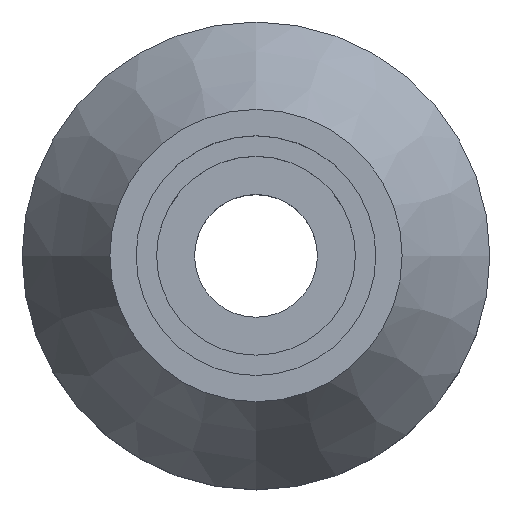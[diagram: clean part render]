
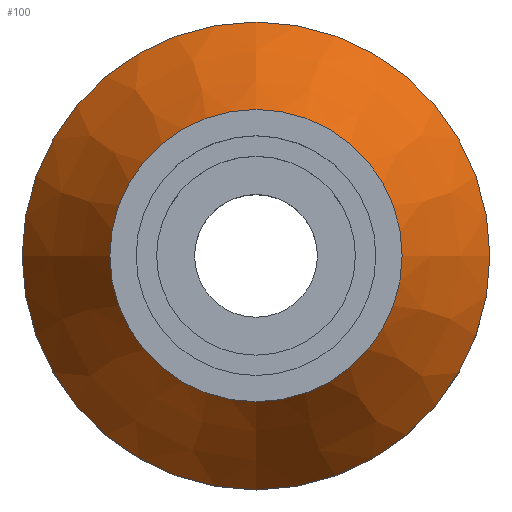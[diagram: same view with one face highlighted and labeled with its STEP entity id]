
A CAD part, top view. The second image highlights one B-rep face of the part: STEP entity #100.
In plain terms, the highlighted conical face has half-angle 30.964 degrees and reference radius 5 mm.
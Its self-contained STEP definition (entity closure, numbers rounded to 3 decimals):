
#32 = EDGE_CURVE('',#33,#33,#35,.T.);
#33 = VERTEX_POINT('',#34);
#34 = CARTESIAN_POINT('',(5.,0.,10.));
#35 = SURFACE_CURVE('',#36,(#41,#53),.PCURVE_S1.);
#36 = CIRCLE('',#37,5.);
#37 = AXIS2_PLACEMENT_3D('',#38,#39,#40);
#38 = CARTESIAN_POINT('',(0.,0.,10.));
#39 = DIRECTION('',(0.,0.,-1.));
#40 = DIRECTION('',(1.,0.,0.));
#41 = PCURVE('',#42,#47);
#42 = PLANE('',#43);
#43 = AXIS2_PLACEMENT_3D('',#44,#45,#46);
#44 = CARTESIAN_POINT('',(0.,0.,10.));
#45 = DIRECTION('',(0.,0.,-1.));
#46 = DIRECTION('',(1.,0.,0.));
#47 = DEFINITIONAL_REPRESENTATION('',(#48),#52);
#48 = CIRCLE('',#49,5.);
#49 = AXIS2_PLACEMENT_2D('',#50,#51);
#50 = CARTESIAN_POINT('',(0.,0.));
#51 = DIRECTION('',(1.,0.));
#52 = ( GEOMETRIC_REPRESENTATION_CONTEXT(2) 
PARAMETRIC_REPRESENTATION_CONTEXT() REPRESENTATION_CONTEXT('2D SPACE',''
  ) );
#53 = PCURVE('',#54,#59);
#54 = CONICAL_SURFACE('',#55,5.,0.54);
#55 = AXIS2_PLACEMENT_3D('',#56,#57,#58);
#56 = CARTESIAN_POINT('',(0.,0.,10.));
#57 = DIRECTION('',(0.,0.,-1.));
#58 = DIRECTION('',(1.,0.,0.));
#59 = DEFINITIONAL_REPRESENTATION('',(#60),#64);
#60 = LINE('',#61,#62);
#61 = CARTESIAN_POINT('',(0.,0.));
#62 = VECTOR('',#63,1.);
#63 = DIRECTION('',(1.,0.));
#64 = ( GEOMETRIC_REPRESENTATION_CONTEXT(2) 
PARAMETRIC_REPRESENTATION_CONTEXT() REPRESENTATION_CONTEXT('2D SPACE',''
  ) );
#100 = ADVANCED_FACE('',(#101),#54,.T.);
#101 = FACE_BOUND('',#102,.T.);
#102 = EDGE_LOOP('',(#103,#104,#127,#154));
#103 = ORIENTED_EDGE('',*,*,#32,.T.);
#104 = ORIENTED_EDGE('',*,*,#105,.T.);
#105 = EDGE_CURVE('',#33,#106,#108,.T.);
#106 = VERTEX_POINT('',#107);
#107 = CARTESIAN_POINT('',(8.,0.,5.));
#108 = SEAM_CURVE('',#109,(#113,#120),.PCURVE_S1.);
#109 = LINE('',#110,#111);
#110 = CARTESIAN_POINT('',(5.,0.,10.));
#111 = VECTOR('',#112,1.);
#112 = DIRECTION('',(0.514,0.,-0.857)
  );
#113 = PCURVE('',#54,#114);
#114 = DEFINITIONAL_REPRESENTATION('',(#115),#119);
#115 = LINE('',#116,#117);
#116 = CARTESIAN_POINT('',(0.,0.));
#117 = VECTOR('',#118,1.);
#118 = DIRECTION('',(0.,1.));
#119 = ( GEOMETRIC_REPRESENTATION_CONTEXT(2) 
PARAMETRIC_REPRESENTATION_CONTEXT() REPRESENTATION_CONTEXT('2D SPACE',''
  ) );
#120 = PCURVE('',#54,#121);
#121 = DEFINITIONAL_REPRESENTATION('',(#122),#126);
#122 = LINE('',#123,#124);
#123 = CARTESIAN_POINT('',(6.283,0.));
#124 = VECTOR('',#125,1.);
#125 = DIRECTION('',(0.,1.));
#126 = ( GEOMETRIC_REPRESENTATION_CONTEXT(2) 
PARAMETRIC_REPRESENTATION_CONTEXT() REPRESENTATION_CONTEXT('2D SPACE',''
  ) );
#127 = ORIENTED_EDGE('',*,*,#128,.F.);
#128 = EDGE_CURVE('',#106,#106,#129,.T.);
#129 = SURFACE_CURVE('',#130,(#135,#142),.PCURVE_S1.);
#130 = CIRCLE('',#131,8.);
#131 = AXIS2_PLACEMENT_3D('',#132,#133,#134);
#132 = CARTESIAN_POINT('',(0.,0.,5.));
#133 = DIRECTION('',(0.,0.,-1.));
#134 = DIRECTION('',(1.,0.,0.));
#135 = PCURVE('',#54,#136);
#136 = DEFINITIONAL_REPRESENTATION('',(#137),#141);
#137 = LINE('',#138,#139);
#138 = CARTESIAN_POINT('',(0.,5.));
#139 = VECTOR('',#140,1.);
#140 = DIRECTION('',(1.,0.));
#141 = ( GEOMETRIC_REPRESENTATION_CONTEXT(2) 
PARAMETRIC_REPRESENTATION_CONTEXT() REPRESENTATION_CONTEXT('2D SPACE',''
  ) );
#142 = PCURVE('',#143,#148);
#143 = CYLINDRICAL_SURFACE('',#144,8.);
#144 = AXIS2_PLACEMENT_3D('',#145,#146,#147);
#145 = CARTESIAN_POINT('',(0.,0.,5.));
#146 = DIRECTION('',(0.,0.,-1.));
#147 = DIRECTION('',(1.,0.,0.));
#148 = DEFINITIONAL_REPRESENTATION('',(#149),#153);
#149 = LINE('',#150,#151);
#150 = CARTESIAN_POINT('',(0.,0.));
#151 = VECTOR('',#152,1.);
#152 = DIRECTION('',(1.,0.));
#153 = ( GEOMETRIC_REPRESENTATION_CONTEXT(2) 
PARAMETRIC_REPRESENTATION_CONTEXT() REPRESENTATION_CONTEXT('2D SPACE',''
  ) );
#154 = ORIENTED_EDGE('',*,*,#105,.F.);
